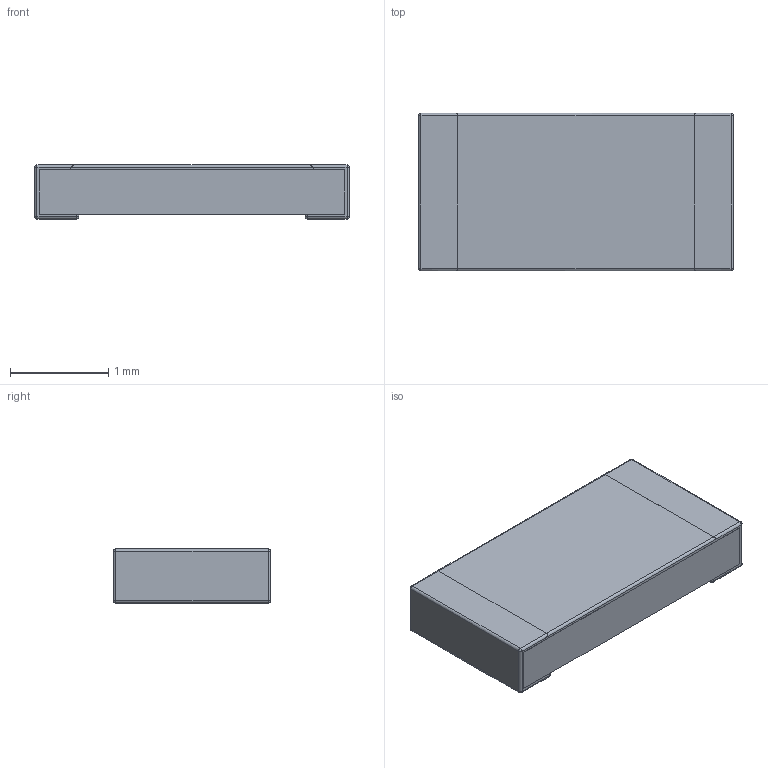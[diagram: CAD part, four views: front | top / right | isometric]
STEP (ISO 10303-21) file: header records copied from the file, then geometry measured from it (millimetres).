
FILE_DESCRIPTION(/* description */ (''),/* implementation_level */ '2;1');
FILE_NAME(/* name */ 'RESC1206 v1.step',/* time_stamp */ '2017-08-17T15:13:03-04:00',/* author */ (''),/* organization */ (''),/* preprocessor_version */ 'ST-DEVELOPER v16.13',/* originating_system */ 'Autodesk Translation Framework v6.1.1.50',/* authorisation */ '');
FILE_SCHEMA (('AUTOMOTIVE_DESIGN { 1 0 10303 214 3 1 1 }'));
Length unit declared in the file: millimetre
Products named in the file (1): RESC1206 v1
Bounding box: 3.2 x 1.6 x 0.55 mm (x, y, z)
Volume: 2.6 mm3; surface area: 31 mm2
Topology: 4 solids, 4 shells, 66 faces, 140 edges, 82 vertices
Faces by surface type: plane 32, cylinder 23, sphere 11
Entity records: 1777 total; most frequent: DIRECTION 319, CARTESIAN_POINT 289, ORIENTED_EDGE 280, EDGE_CURVE 140, AXIS2_PLACEMENT_3D 112, LINE 95, VECTOR 95, VERTEX_POINT 82
